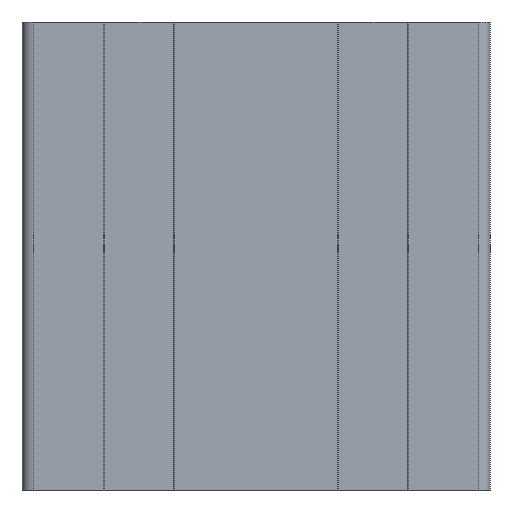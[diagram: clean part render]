
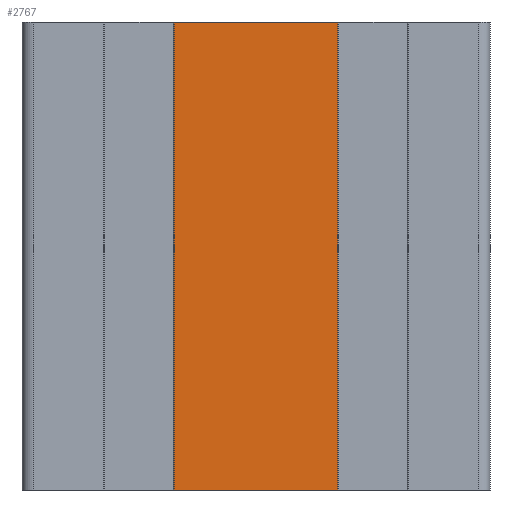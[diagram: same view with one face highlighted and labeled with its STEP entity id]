
A CAD part, front view. The second image highlights one B-rep face of the part: STEP entity #2767.
In plain terms, the highlighted planar face has unit normal (0, -1, 0).
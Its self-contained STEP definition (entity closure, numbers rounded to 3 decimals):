
#159=FACE_OUTER_BOUND('',#297,.T.);
#297=EDGE_LOOP('',(#2041,#2042,#2043,#2044));
#531=LINE('',#4182,#891);
#532=LINE('',#4185,#892);
#533=LINE('',#4187,#893);
#534=LINE('',#4188,#894);
#891=VECTOR('',#3421,10.);
#892=VECTOR('',#3424,10.);
#893=VECTOR('',#3425,10.);
#894=VECTOR('',#3426,10.);
#1225=VERTEX_POINT('',#4178);
#1226=VERTEX_POINT('',#4180);
#1227=VERTEX_POINT('',#4184);
#1228=VERTEX_POINT('',#4186);
#1565=EDGE_CURVE('',#1225,#1226,#531,.T.);
#1566=EDGE_CURVE('',#1227,#1225,#532,.T.);
#1567=EDGE_CURVE('',#1228,#1226,#533,.T.);
#1568=EDGE_CURVE('',#1227,#1228,#534,.T.);
#2041=ORIENTED_EDGE('',*,*,#1566,.T.);
#2042=ORIENTED_EDGE('',*,*,#1565,.T.);
#2043=ORIENTED_EDGE('',*,*,#1567,.F.);
#2044=ORIENTED_EDGE('',*,*,#1568,.F.);
#2632=PLANE('',#2961);
#2767=ADVANCED_FACE('',(#159),#2632,.T.);
#2961=AXIS2_PLACEMENT_3D('',#4183,#3422,#3423);
#3421=DIRECTION('',(0.,0.,1.));
#3422=DIRECTION('center_axis',(0.,-1.,0.));
#3423=DIRECTION('ref_axis',(1.,0.,0.));
#3424=DIRECTION('',(1.,0.,0.));
#3425=DIRECTION('',(1.,0.,0.));
#3426=DIRECTION('',(0.,0.,1.));
#4178=CARTESIAN_POINT('',(17.,-10.,0.));
#4180=CARTESIAN_POINT('',(17.,-10.,40.));
#4182=CARTESIAN_POINT('',(17.,-10.,0.));
#4183=CARTESIAN_POINT('Origin',(3.,-10.,0.));
#4184=CARTESIAN_POINT('',(3.,-10.,0.));
#4185=CARTESIAN_POINT('',(3.,-10.,0.));
#4186=CARTESIAN_POINT('',(3.,-10.,40.));
#4187=CARTESIAN_POINT('',(3.,-10.,40.));
#4188=CARTESIAN_POINT('',(3.,-10.,0.));
